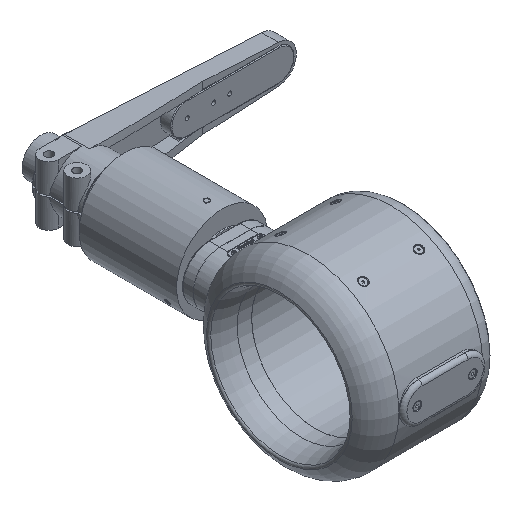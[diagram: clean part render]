
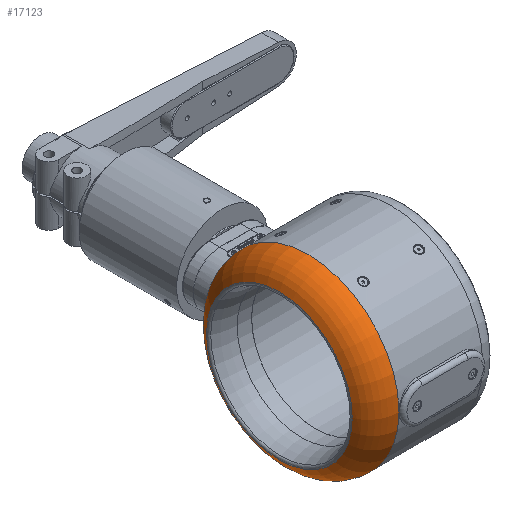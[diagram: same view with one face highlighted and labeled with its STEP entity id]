
A CAD part, isometric view. The second image highlights one B-rep face of the part: STEP entity #17123.
In plain terms, the highlighted toroidal (fillet/blend) face has major radius 81.029 mm and minor radius 38.707 mm.
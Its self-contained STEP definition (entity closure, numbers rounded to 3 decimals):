
#1411 = TOROIDAL_SURFACE ( 'NONE', #33530, 81.029, 38.707 ) ;
#4356 = CARTESIAN_POINT ( 'NONE',  ( -109.041, -302.387, 83.308 ) ) ;
#4795 = CARTESIAN_POINT ( 'NONE',  ( -109.041, -398.079, 83.308 ) ) ;
#5663 = VERTEX_POINT ( 'NONE', #4795 ) ;
#6402 = DIRECTION ( 'NONE',  ( -1., 0., 0. ) ) ;
#6551 = CARTESIAN_POINT ( 'NONE',  ( -71.541, -422.087, 83.308 ) ) ;
#8894 = DIRECTION ( 'NONE',  ( 0., -1., 0. ) ) ;
#9716 = CARTESIAN_POINT ( 'NONE',  ( -71.541, -302.387, 83.308 ) ) ;
#11431 = EDGE_CURVE ( 'NONE', #43103, #43103, #27954, .T. ) ;
#13015 = AXIS2_PLACEMENT_3D ( 'NONE', #4356, #17266, #30571 ) ;
#13195 = DIRECTION ( 'NONE',  ( -1., 0., 0. ) ) ;
#15405 = FACE_OUTER_BOUND ( 'NONE', #38950, .T. ) ;
#17123 = ADVANCED_FACE ( 'NONE', ( #15405, #28928 ), #1411, .T. ) ;
#17266 = DIRECTION ( 'NONE',  ( -1., 0., 0. ) ) ;
#19757 = DIRECTION ( 'NONE',  ( 0., -1., 0. ) ) ;
#20733 = CIRCLE ( 'NONE', #13015, 95.692 ) ;
#21158 = ORIENTED_EDGE ( 'NONE', *, *, #11431, .T. ) ;
#22373 = ORIENTED_EDGE ( 'NONE', *, *, #26164, .F. ) ;
#26164 = EDGE_CURVE ( 'NONE', #5663, #5663, #20733, .T. ) ;
#27954 = CIRCLE ( 'NONE', #33526, 119.7 ) ;
#28928 = FACE_OUTER_BOUND ( 'NONE', #37925, .T. ) ;
#30571 = DIRECTION ( 'NONE',  ( 0., -1., 0. ) ) ;
#33507 = CARTESIAN_POINT ( 'NONE',  ( -73.219, -302.387, 83.308 ) ) ;
#33526 = AXIS2_PLACEMENT_3D ( 'NONE', #9716, #13195, #8894 ) ;
#33530 = AXIS2_PLACEMENT_3D ( 'NONE', #33507, #6402, #19757 ) ;
#37925 = EDGE_LOOP ( 'NONE', ( #22373 ) ) ;
#38950 = EDGE_LOOP ( 'NONE', ( #21158 ) ) ;
#43103 = VERTEX_POINT ( 'NONE', #6551 ) ;
